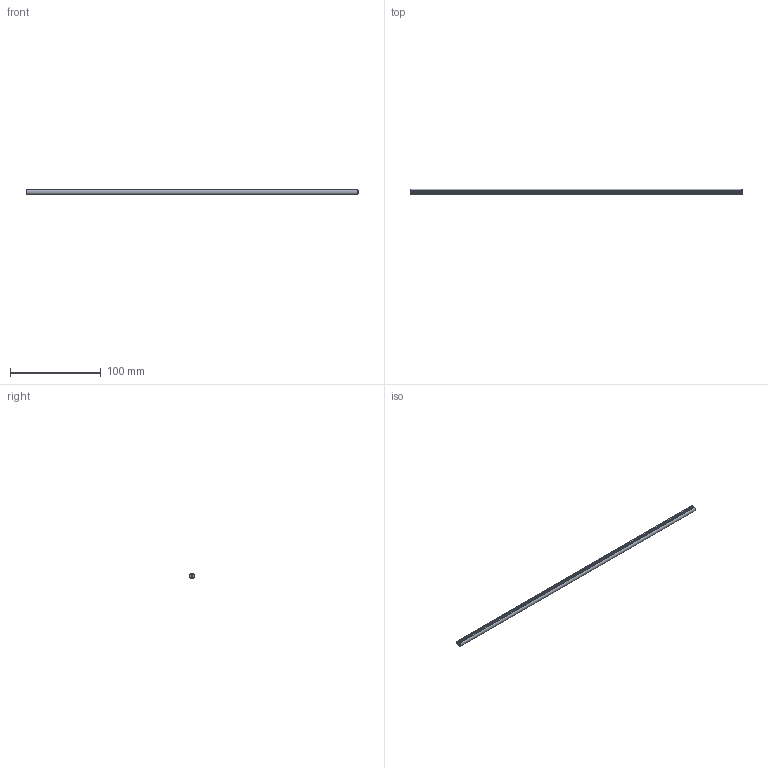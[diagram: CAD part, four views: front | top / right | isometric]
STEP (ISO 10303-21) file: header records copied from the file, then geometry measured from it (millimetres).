
FILE_DESCRIPTION(('FreeCAD Model'),'2;1');
FILE_NAME('Open CASCADE Shape Model','2024-06-18T17:48:02',(''),(''), 'Open CASCADE STEP processor 7.6','FreeCAD','Unknown');
FILE_SCHEMA(('AUTOMOTIVE_DESIGN { 1 0 10303 214 1 1 1 1 }'));
Length unit declared in the file: millimetre
Products named in the file (1): Shaft IDX BU29.25 - SPN-SFT-0237 (stemfie.org)
Bounding box: 365.62 x 6.6 x 5 mm (x, y, z)
Volume: 8346.1 mm3; surface area: 10480.2 mm2
Topology: 1 solids, 1 shells, 1062 faces, 3331 edges, 2062 vertices
Faces by surface type: cylinder 354, plane 316, cone 238, extrusion 154
Full cylindrical faces by diameter (mm): 2 x352
Entity records: 38227 total; most frequent: CARTESIAN_POINT 7380, ORIENTED_EDGE 6662, DIRECTION 6425, EDGE_CURVE 3331, AXIS2_PLACEMENT_3D 2339, VERTEX_POINT 2062, VECTOR 1747, LINE 1593
